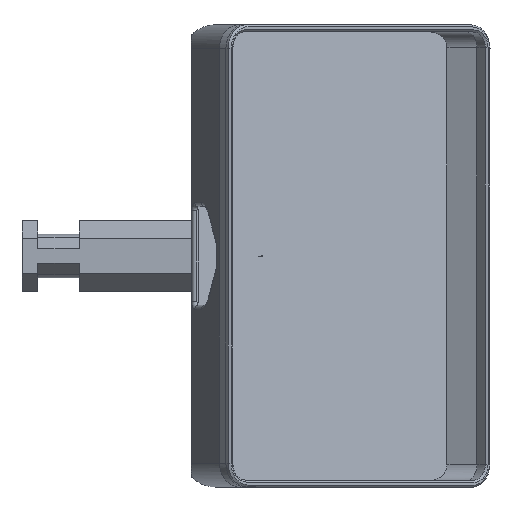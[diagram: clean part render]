
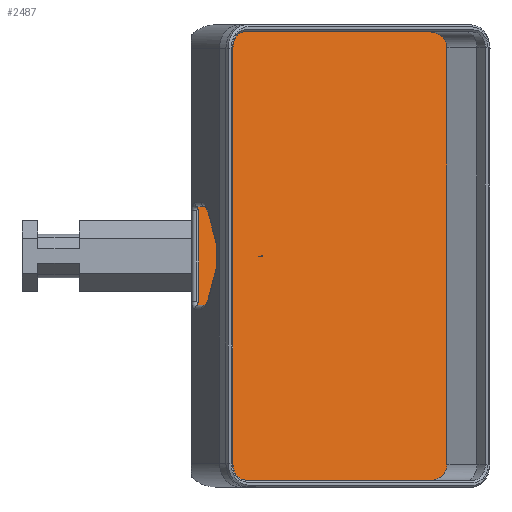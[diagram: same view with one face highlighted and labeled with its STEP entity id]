
A CAD part, top view. The second image highlights one B-rep face of the part: STEP entity #2487.
In plain terms, the highlighted planar face has unit normal (0.5, 0, 0.866).
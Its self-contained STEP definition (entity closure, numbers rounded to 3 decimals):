
#27=FACE_BOUND('',#377,.T.);
#35=B_SPLINE_CURVE_WITH_KNOTS('',3,(#3865,#3866,#3867,#3868,#3869,#3870,
#3871,#3872),.UNSPECIFIED.,.F.,.F.,(4,2,2,4),(0.507,0.587,
0.629,0.634),.UNSPECIFIED.);
#36=B_SPLINE_CURVE_WITH_KNOTS('',3,(#3880,#3881,#3882,#3883,#3884,#3885,
#3886,#3887),.UNSPECIFIED.,.F.,.F.,(4,2,2,4),(0.721,0.726,
0.768,0.848),.UNSPECIFIED.);
#47=ELLIPSE('',#2666,4.944,4.);
#48=ELLIPSE('',#2667,4.944,4.);
#49=ELLIPSE('',#2668,4.039,4.);
#50=ELLIPSE('',#2669,7.185,1.);
#51=ELLIPSE('',#2670,7.185,1.);
#52=ELLIPSE('',#2671,4.039,4.);
#139=PLANE('',#2665);
#232=FACE_OUTER_BOUND('',#376,.T.);
#376=EDGE_LOOP('',(#1932,#1933,#1934,#1935,#1936,#1937,#1938,#1939,#1940,
#1941,#1942,#1943,#1944,#1945));
#377=EDGE_LOOP('',(#1946,#1947,#1948));
#600=LINE('',#3855,#866);
#601=LINE('',#3859,#867);
#602=LINE('',#3863,#868);
#603=LINE('',#3876,#869);
#604=LINE('',#3889,#870);
#605=LINE('',#3892,#871);
#606=LINE('',#3895,#872);
#607=LINE('',#3897,#873);
#608=LINE('',#3898,#874);
#866=VECTOR('',#3102,10.);
#867=VECTOR('',#3105,10.);
#868=VECTOR('',#3108,10.);
#869=VECTOR('',#3111,10.);
#870=VECTOR('',#3114,10.);
#871=VECTOR('',#3117,10.);
#872=VECTOR('',#3118,10.);
#873=VECTOR('',#3119,10.);
#874=VECTOR('',#3120,10.);
#1158=VERTEX_POINT('',#3851);
#1159=VERTEX_POINT('',#3852);
#1160=VERTEX_POINT('',#3854);
#1161=VERTEX_POINT('',#3856);
#1162=VERTEX_POINT('',#3858);
#1163=VERTEX_POINT('',#3860);
#1164=VERTEX_POINT('',#3862);
#1165=VERTEX_POINT('',#3864);
#1166=VERTEX_POINT('',#3873);
#1167=VERTEX_POINT('',#3875);
#1168=VERTEX_POINT('',#3877);
#1169=VERTEX_POINT('',#3879);
#1170=VERTEX_POINT('',#3888);
#1171=VERTEX_POINT('',#3890);
#1172=VERTEX_POINT('',#3893);
#1173=VERTEX_POINT('',#3894);
#1174=VERTEX_POINT('',#3896);
#1438=EDGE_CURVE('',#1158,#1159,#47,.T.);
#1439=EDGE_CURVE('',#1160,#1159,#600,.T.);
#1440=EDGE_CURVE('',#1160,#1161,#48,.T.);
#1441=EDGE_CURVE('',#1161,#1162,#601,.T.);
#1442=EDGE_CURVE('',#1162,#1163,#49,.T.);
#1443=EDGE_CURVE('',#1163,#1164,#602,.T.);
#1444=EDGE_CURVE('',#1165,#1164,#35,.F.);
#1445=EDGE_CURVE('',#1165,#1166,#50,.T.);
#1446=EDGE_CURVE('',#1166,#1167,#603,.T.);
#1447=EDGE_CURVE('',#1167,#1168,#51,.T.);
#1448=EDGE_CURVE('',#1168,#1169,#36,.T.);
#1449=EDGE_CURVE('',#1169,#1170,#604,.T.);
#1450=EDGE_CURVE('',#1170,#1171,#52,.T.);
#1451=EDGE_CURVE('',#1171,#1158,#605,.T.);
#1452=EDGE_CURVE('',#1172,#1173,#606,.T.);
#1453=EDGE_CURVE('',#1174,#1172,#607,.T.);
#1454=EDGE_CURVE('',#1173,#1174,#608,.T.);
#1932=ORIENTED_EDGE('',*,*,#1438,.T.);
#1933=ORIENTED_EDGE('',*,*,#1439,.F.);
#1934=ORIENTED_EDGE('',*,*,#1440,.T.);
#1935=ORIENTED_EDGE('',*,*,#1441,.T.);
#1936=ORIENTED_EDGE('',*,*,#1442,.T.);
#1937=ORIENTED_EDGE('',*,*,#1443,.T.);
#1938=ORIENTED_EDGE('',*,*,#1444,.F.);
#1939=ORIENTED_EDGE('',*,*,#1445,.T.);
#1940=ORIENTED_EDGE('',*,*,#1446,.T.);
#1941=ORIENTED_EDGE('',*,*,#1447,.T.);
#1942=ORIENTED_EDGE('',*,*,#1448,.T.);
#1943=ORIENTED_EDGE('',*,*,#1449,.T.);
#1944=ORIENTED_EDGE('',*,*,#1450,.T.);
#1945=ORIENTED_EDGE('',*,*,#1451,.T.);
#1946=ORIENTED_EDGE('',*,*,#1452,.F.);
#1947=ORIENTED_EDGE('',*,*,#1453,.F.);
#1948=ORIENTED_EDGE('',*,*,#1454,.F.);
#2487=ADVANCED_FACE('',(#232,#27),#139,.T.);
#2665=AXIS2_PLACEMENT_3D('',#3850,#3098,#3099);
#2666=AXIS2_PLACEMENT_3D('',#3853,#3100,#3101);
#2667=AXIS2_PLACEMENT_3D('',#3857,#3103,#3104);
#2668=AXIS2_PLACEMENT_3D('',#3861,#3106,#3107);
#2669=AXIS2_PLACEMENT_3D('',#3874,#3109,#3110);
#2670=AXIS2_PLACEMENT_3D('',#3878,#3112,#3113);
#2671=AXIS2_PLACEMENT_3D('',#3891,#3115,#3116);
#3098=DIRECTION('center_axis',(0.5,0.,0.866));
#3099=DIRECTION('ref_axis',(-0.866,0.,0.5));
#3100=DIRECTION('center_axis',(0.5,0.,0.866));
#3101=DIRECTION('ref_axis',(0.866,0.,-0.5));
#3102=DIRECTION('',(0.,-1.,0.));
#3103=DIRECTION('center_axis',(0.5,0.,0.866));
#3104=DIRECTION('ref_axis',(0.866,0.,-0.5));
#3105=DIRECTION('',(-0.866,0.,0.5));
#3106=DIRECTION('center_axis',(0.5,0.,0.866));
#3107=DIRECTION('ref_axis',(-0.866,0.,0.5));
#3108=DIRECTION('',(0.,-1.,0.));
#3109=DIRECTION('center_axis',(-0.5,0.,
-0.866));
#3110=DIRECTION('ref_axis',(0.866,0.,-0.5));
#3111=DIRECTION('',(0.,-1.,0.));
#3112=DIRECTION('center_axis',(-0.5,0.,
-0.866));
#3113=DIRECTION('ref_axis',(0.866,0.,-0.5));
#3114=DIRECTION('',(0.,-1.,0.));
#3115=DIRECTION('center_axis',(0.5,0.,0.866));
#3116=DIRECTION('ref_axis',(-0.866,0.,0.5));
#3117=DIRECTION('',(0.866,0.,-0.5));
#3118=DIRECTION('',(0.,1.,0.));
#3119=DIRECTION('',(0.832,-0.277,-0.48));
#3120=DIRECTION('',(-0.832,-0.277,0.48));
#3850=CARTESIAN_POINT('Origin',(14.536,0.,1.681));
#3851=CARTESIAN_POINT('',(10.254,-56.75,4.153));
#3852=CARTESIAN_POINT('',(14.536,-52.75,1.681));
#3853=CARTESIAN_POINT('Origin',(10.254,-52.75,4.153));
#3854=CARTESIAN_POINT('',(14.536,52.75,1.681));
#3855=CARTESIAN_POINT('',(14.536,0.,1.681));
#3856=CARTESIAN_POINT('',(10.254,56.75,4.153));
#3857=CARTESIAN_POINT('Origin',(10.254,52.75,4.153));
#3858=CARTESIAN_POINT('',(-44.758,56.75,35.915));
#3859=CARTESIAN_POINT('',(16.874,56.75,0.331));
#3860=CARTESIAN_POINT('',(-48.257,52.75,37.934));
#3861=CARTESIAN_POINT('Origin',(-44.758,52.75,35.915));
#3862=CARTESIAN_POINT('',(-48.257,13.075,37.934));
#3863=CARTESIAN_POINT('',(-48.257,0.,37.934));
#3864=CARTESIAN_POINT('',(-48.694,11.868,38.187));
#3865=CARTESIAN_POINT('Ctrl Pts',(-48.257,13.075,37.934));
#3866=CARTESIAN_POINT('Ctrl Pts',(-48.257,12.811,37.934));
#3867=CARTESIAN_POINT('Ctrl Pts',(-48.337,12.507,37.981));
#3868=CARTESIAN_POINT('Ctrl Pts',(-48.508,12.152,38.079));
#3869=CARTESIAN_POINT('Ctrl Pts',(-48.591,12.013,38.128));
#3870=CARTESIAN_POINT('Ctrl Pts',(-48.676,11.892,38.177));
#3871=CARTESIAN_POINT('Ctrl Pts',(-48.685,11.88,38.182));
#3872=CARTESIAN_POINT('Ctrl Pts',(-48.694,11.868,38.187));
#3873=CARTESIAN_POINT('',(-48.257,11.5,37.934));
#3874=CARTESIAN_POINT('Origin',(-54.479,11.5,41.527));
#3875=CARTESIAN_POINT('',(-48.257,-11.5,37.934));
#3876=CARTESIAN_POINT('',(-48.257,0.,37.934));
#3877=CARTESIAN_POINT('',(-48.694,-11.868,38.187));
#3878=CARTESIAN_POINT('Origin',(-54.479,-11.5,41.527));
#3879=CARTESIAN_POINT('',(-48.257,-13.075,37.934));
#3880=CARTESIAN_POINT('Ctrl Pts',(-48.694,-11.868,38.187));
#3881=CARTESIAN_POINT('Ctrl Pts',(-48.685,-11.88,38.182));
#3882=CARTESIAN_POINT('Ctrl Pts',(-48.676,-11.892,38.177));
#3883=CARTESIAN_POINT('Ctrl Pts',(-48.591,-12.013,38.128));
#3884=CARTESIAN_POINT('Ctrl Pts',(-48.508,-12.152,38.079));
#3885=CARTESIAN_POINT('Ctrl Pts',(-48.337,-12.507,37.981));
#3886=CARTESIAN_POINT('Ctrl Pts',(-48.257,-12.811,37.934));
#3887=CARTESIAN_POINT('Ctrl Pts',(-48.257,-13.075,37.934));
#3888=CARTESIAN_POINT('',(-48.257,-52.75,37.934));
#3889=CARTESIAN_POINT('',(-48.257,0.,37.934));
#3890=CARTESIAN_POINT('',(-44.758,-56.75,35.915));
#3891=CARTESIAN_POINT('Origin',(-44.758,-52.75,35.915));
#3892=CARTESIAN_POINT('',(-17.683,-56.75,20.283));
#3893=CARTESIAN_POINT('',(-32.136,-0.205,28.627));
#3894=CARTESIAN_POINT('',(-32.136,0.205,28.627));
#3895=CARTESIAN_POINT('',(-32.136,0.,28.627));
#3896=CARTESIAN_POINT('',(-32.752,0.,28.983));
#3897=CARTESIAN_POINT('',(-16.824,-5.309,19.787));
#3898=CARTESIAN_POINT('',(-14.748,6.001,18.588));
